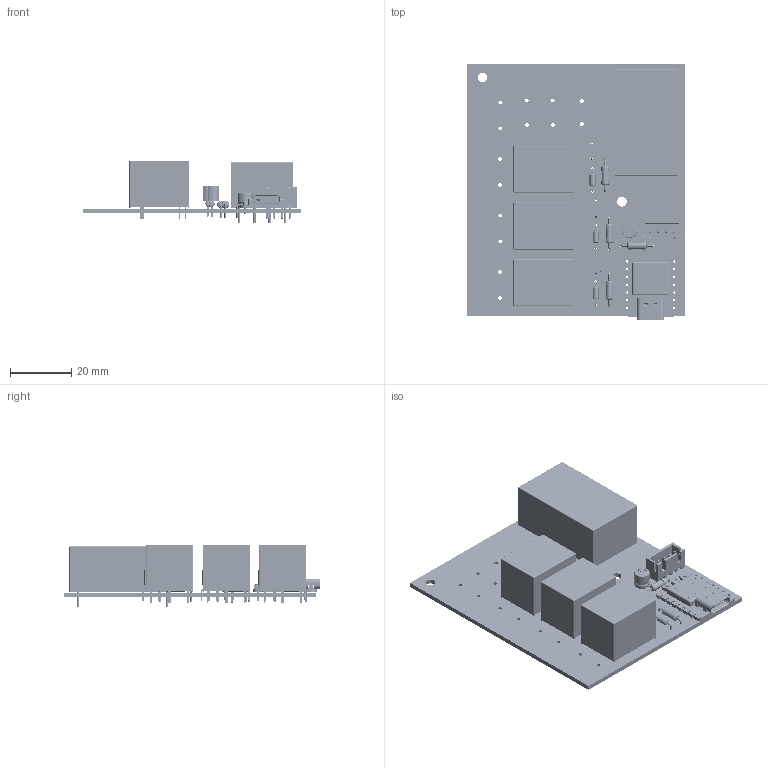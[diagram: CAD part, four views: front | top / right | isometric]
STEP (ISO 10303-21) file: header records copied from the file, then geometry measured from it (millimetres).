
FILE_DESCRIPTION(('KiCad electronic assembly'),'2;1');
FILE_NAME('power-sequencer-pcb.step','2025-11-02T13:57:17',('Pcbnew'),( 'Kicad'),'Open CASCADE STEP processor 7.9','KiCad to STEP converter' ,'Unknown');
FILE_SCHEMA(('AUTOMOTIVE_DESIGN { 1 0 10303 214 1 1 1 1 }'));
Length unit declared in the file: millimetre
Products named in the file (28): power-sequencer-pcb 1; R_Axial_DIN0207_L6.3mm_D2.5mm_P10.16mm_Horizontal; D_DO-35_SOD27_P7.62mm_Horizontal; Relay_SPDT_SANYOU_SRD_Series_Form_C; CP_Radial_D5.0mm_P2.00mm; Seeed Studio XIAO RP2040 v26 re-export; main; type-c v2; smd_button v3; SK6805-2.4x2.7 v1; Shell; DOUT; DIN; VSS; VDD; smd_button v3(Mirror); COMPOUND; COMPOUND001; TO-92_Inline_Wide; JST_XH_B4B-XH-A_1x04_P2.50mm_Vertical; Converter_ACDC_Hi-Link_HLK-PMxx; power-sequencer-pcb_copper; power-sequencer-pcb_pad; power-sequencer-pcb_silkscreen; power-sequencer-pcb_soldermask; power-sequencer-pcb_PCB
Assembly tree (36 placements, depth 5):
  power-sequencer-pcb 1
    R_Axial_DIN0207_L6.3mm_D2.5mm_P10.16mm_Horizontal  x4
    D_DO-35_SOD27_P7.62mm_Horizontal  x3
    Relay_SPDT_SANYOU_SRD_Series_Form_C  x3
    CP_Radial_D5.0mm_P2.00mm
    Seeed Studio XIAO RP2040 v26 re-export
      main
        type-c v2
        smd_button v3
        SK6805-2.4x2.7 v1
          Shell
          DOUT
          DIN
          VSS
          VDD
        smd_button v3(Mirror)
        COMPOUND
      COMPOUND001
    TO-92_Inline_Wide  x3
    JST_XH_B4B-XH-A_1x04_P2.50mm_Vertical
    Converter_ACDC_Hi-Link_HLK-PMxx
    power-sequencer-pcb_copper
    power-sequencer-pcb_pad
    power-sequencer-pcb_silkscreen
    power-sequencer-pcb_silkscreen
    power-sequencer-pcb_soldermask
    power-sequencer-pcb_soldermask
    power-sequencer-pcb_PCB
Bounding box: 71 x 83.64 x 20.5 mm (x, y, z)
Volume: 34764 mm3; surface area: 39367.8 mm2
Topology: 368 solids, 526 shells, 3757 faces, 15781 edges, 28038 vertices
Faces by surface type: plane 2353, cylinder 1120, bspline 201, torus 46, sphere 26, cone 6, revolution 5
Full cylindrical faces by diameter (mm): 0.4 x1, 0.5 x13, 0.6 x16, 0.75 x75, 0.8 x68, 0.839 x42, 0.889 x28, 0.95 x42, 0.975 x2, 1 x28, 1.2 x24, 1.225 x8, 1.25 x61, 1.275 x12, 1.3 x30, 1.5 x14, 1.524 x28, 1.6 x24, 1.7 x6, 2 x7, 2.02 x3, 2.25 x4, 2.5 x20, 3 x46, 3.2 x2
Entity records: 179418 total; most frequent: CARTESIAN_POINT 52376, DIRECTION 24210, ORIENTED_EDGE 17611, LINE 10303, VECTOR 10303, EDGE_CURVE 10100, VERTEX_POINT 7530, AXIS2_PLACEMENT_3D 6951
